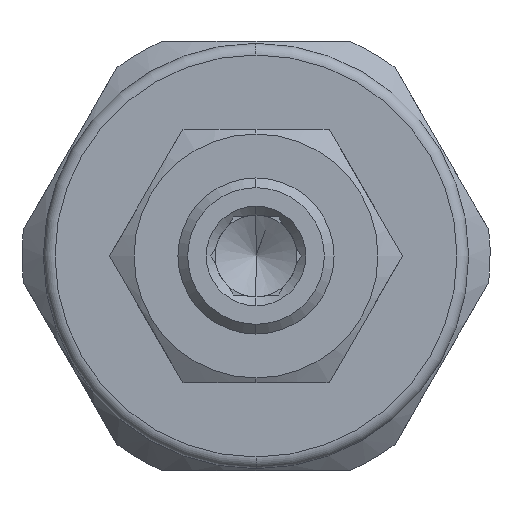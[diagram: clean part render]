
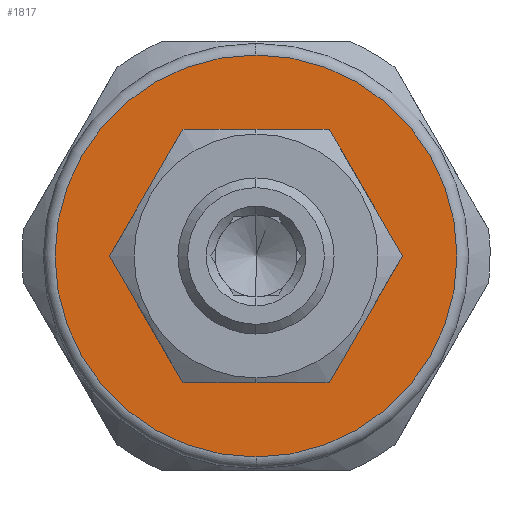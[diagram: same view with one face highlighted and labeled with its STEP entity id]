
A CAD part, left-side view. The second image highlights one B-rep face of the part: STEP entity #1817.
In plain terms, the highlighted planar face has unit normal (-1, 0, 0).
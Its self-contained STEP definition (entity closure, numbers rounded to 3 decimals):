
#399 = CARTESIAN_POINT ( 'NONE',  ( -11., 0., 0. ) ) ;
#406 = DIRECTION ( 'NONE',  ( -1., 0., 0. ) ) ;
#407 = DIRECTION ( 'NONE',  ( 0., 0., -1. ) ) ;
#468 = CARTESIAN_POINT ( 'NONE',  ( -11., 0., 0. ) ) ;
#469 = DIRECTION ( 'NONE',  ( -1., 0., 0. ) ) ;
#470 = DIRECTION ( 'NONE',  ( 0., 0., -1. ) ) ;
#597 = CARTESIAN_POINT ( 'NONE',  ( -11., 0., 0. ) ) ;
#598 = DIRECTION ( 'NONE',  ( -1., 0., 0. ) ) ;
#599 = DIRECTION ( 'NONE',  ( 0., 0., -1. ) ) ;
#649 = EDGE_LOOP ( 'NONE', ( #3714, #3713 ) ) ;
#651 = EDGE_LOOP ( 'NONE', ( #3715, #3712 ) ) ;
#871 = AXIS2_PLACEMENT_3D ( 'NONE', #399, #406, #407 ) ;
#876 = AXIS2_PLACEMENT_3D ( 'NONE', #468, #469, #470 ) ;
#886 = AXIS2_PLACEMENT_3D ( 'NONE', #597, #598, #599 ) ;
#908 = AXIS2_PLACEMENT_3D ( 'NONE', #1468, #1469, #1470 ) ;
#1468 = CARTESIAN_POINT ( 'NONE',  ( -11., 0., 0. ) ) ;
#1469 = DIRECTION ( 'NONE',  ( -1., 0., 0. ) ) ;
#1470 = DIRECTION ( 'NONE',  ( 0., 0., -1. ) ) ;
#1817 = ADVANCED_FACE ( 'NONE', ( #3455, #3452 ), #2676, .F. ) ;
#1895 = CIRCLE ( 'NONE', #908, 10.3 ) ;
#1968 = CIRCLE ( 'NONE', #871, 6.25 ) ;
#1976 = CIRCLE ( 'NONE', #876, 6.25 ) ;
#1983 = CIRCLE ( 'NONE', #886, 10.3 ) ;
#2676 = PLANE ( 'NONE',  #3449 ) ;
#2677 = CARTESIAN_POINT ( 'NONE',  ( -11., 0., 0. ) ) ;
#2678 = DIRECTION ( 'NONE',  ( 1., 0., 0. ) ) ;
#2679 = DIRECTION ( 'NONE',  ( 0., 0., -1. ) ) ;
#2811 = CARTESIAN_POINT ( 'NONE',  ( -11., 0., 6.25 ) ) ;
#2813 = CARTESIAN_POINT ( 'NONE',  ( -11., 0., -6.25 ) ) ;
#2831 = CARTESIAN_POINT ( 'NONE',  ( -11., 0., 10.3 ) ) ;
#2848 = CARTESIAN_POINT ( 'NONE',  ( -11., 0., -10.3 ) ) ;
#3059 = VERTEX_POINT ( 'NONE', #2811 ) ;
#3061 = VERTEX_POINT ( 'NONE', #2813 ) ;
#3079 = VERTEX_POINT ( 'NONE', #2831 ) ;
#3098 = VERTEX_POINT ( 'NONE', #2848 ) ;
#3449 = AXIS2_PLACEMENT_3D ( 'NONE', #2677, #2678, #2679 ) ;
#3452 = FACE_BOUND ( 'NONE', #651, .T. ) ;
#3455 = FACE_OUTER_BOUND ( 'NONE', #649, .T. ) ;
#3712 = ORIENTED_EDGE ( 'NONE', *, *, #4140, .F. ) ;
#3713 = ORIENTED_EDGE ( 'NONE', *, *, #3972, .T. ) ;
#3714 = ORIENTED_EDGE ( 'NONE', *, *, #4167, .T. ) ;
#3715 = ORIENTED_EDGE ( 'NONE', *, *, #4127, .F. ) ;
#3972 = EDGE_CURVE ( 'NONE', #3079, #3098, #1895, .T. ) ;
#4127 = EDGE_CURVE ( 'NONE', #3059, #3061, #1968, .T. ) ;
#4140 = EDGE_CURVE ( 'NONE', #3061, #3059, #1976, .T. ) ;
#4167 = EDGE_CURVE ( 'NONE', #3098, #3079, #1983, .T. ) ;
